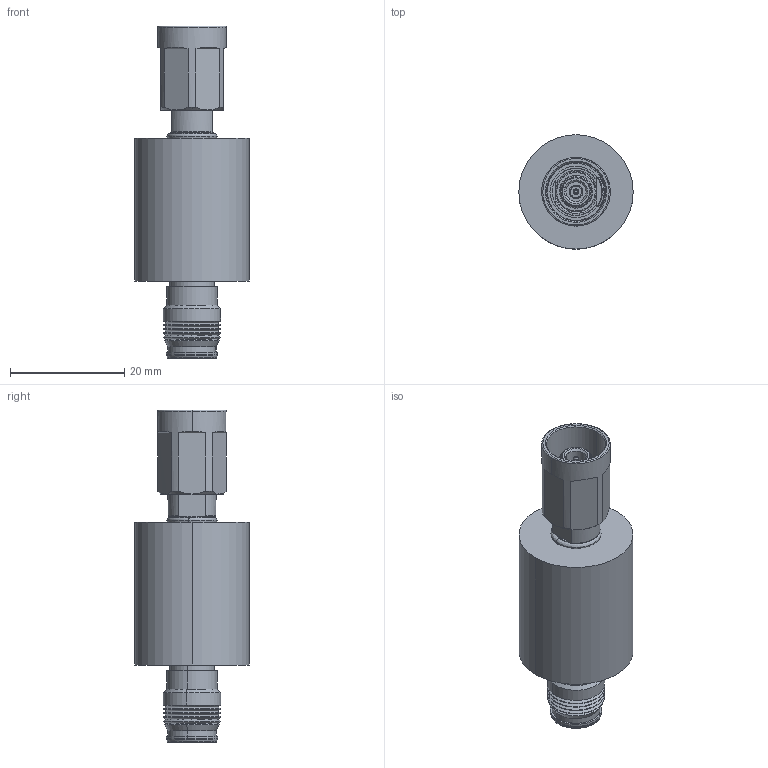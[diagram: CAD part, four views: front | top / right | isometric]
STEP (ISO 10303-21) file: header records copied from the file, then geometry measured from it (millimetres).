
FILE_DESCRIPTION (( 'STEP AP214' ), '1' );
FILE_NAME ('FMAT7490-20_3D.step', '2024-02-02T20:56:04', ( '' ), ( '' ), 'SwSTEP 2.0', 'SolidWorks 2022', '' );
FILE_SCHEMA (( 'AUTOMOTIVE_DESIGN' ));
Length unit declared in the file: inch
Products named in the file (5): JT-0222-A^7490 - ATX-6-10M10F-5(2)_FMAT7490-20; FMAT7490-20_3D; JT^7490 - ATX-6-10M10F-5(2)_FMAT7490-20; 7490 - ATX-6-10M10F-5(2)^FMAT7490-20; HOUSING^7490 - ATX-6-10M10F-5(2)_FMAT7490-20
Assembly tree (4 placements, depth 3):
  FMAT7490-20_3D
    7490 - ATX-6-10M10F-5(2)^FMAT7490-20
      HOUSING^7490 - ATX-6-10M10F-5(2)_FMAT7490-20
      JT^7490 - ATX-6-10M10F-5(2)_FMAT7490-20
      JT-0222-A^7490 - ATX-6-10M10F-5(2)_FMAT7490-20
Bounding box: 20 x 20 x 58.07 mm (x, y, z)
Volume: 8773 mm3; surface area: 4818 mm2
Topology: 2 solids, 17 shells, 231 faces, 566 edges, 360 vertices
Faces by surface type: cone 69, plane 61, cylinder 58, bspline 37, torus 6
Entity records: 8954 total; most frequent: CARTESIAN_POINT 4395, ORIENTED_EDGE 1023, DIRECTION 642, EDGE_CURVE 564, VERTEX_POINT 360, B_SPLINE_CURVE_WITH_KNOTS 356, AXIS2_PLACEMENT_3D 291, EDGE_LOOP 245
